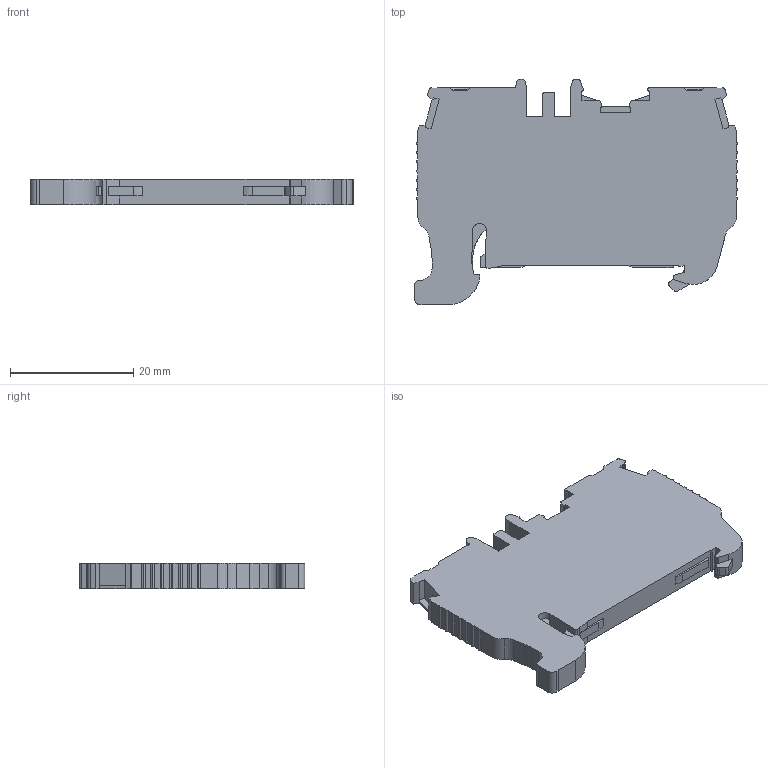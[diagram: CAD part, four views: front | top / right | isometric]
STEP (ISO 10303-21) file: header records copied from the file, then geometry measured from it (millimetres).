
FILE_DESCRIPTION (( 'STEP AP214' ), '1' );
FILE_NAME ('0.1.0.0.336440.STEP', '2022-06-23T12:30:51', ( '' ), ( '' ), 'SwSTEP 2.0', 'SolidWorks 2021', '' );
FILE_SCHEMA (( 'AUTOMOTIVE_DESIGN' ));
Length unit declared in the file: millimetre
Products named in the file (1): 0.1.0.0.336440
Bounding box: 52.38 x 36.6 x 4.15 mm (x, y, z)
Volume: 5943.6 mm3; surface area: 3917.9 mm2
Topology: 1 solids, 1 shells, 279 faces, 805 edges, 531 vertices
Faces by surface type: plane 163, cylinder 101, cone 14, bspline 1
Entity records: 10250 total; most frequent: CARTESIAN_POINT 1724, ORIENTED_EDGE 1610, DIRECTION 1561, EDGE_CURVE 805, LINE 553, VECTOR 553, VERTEX_POINT 531, AXIS2_PLACEMENT_3D 504
